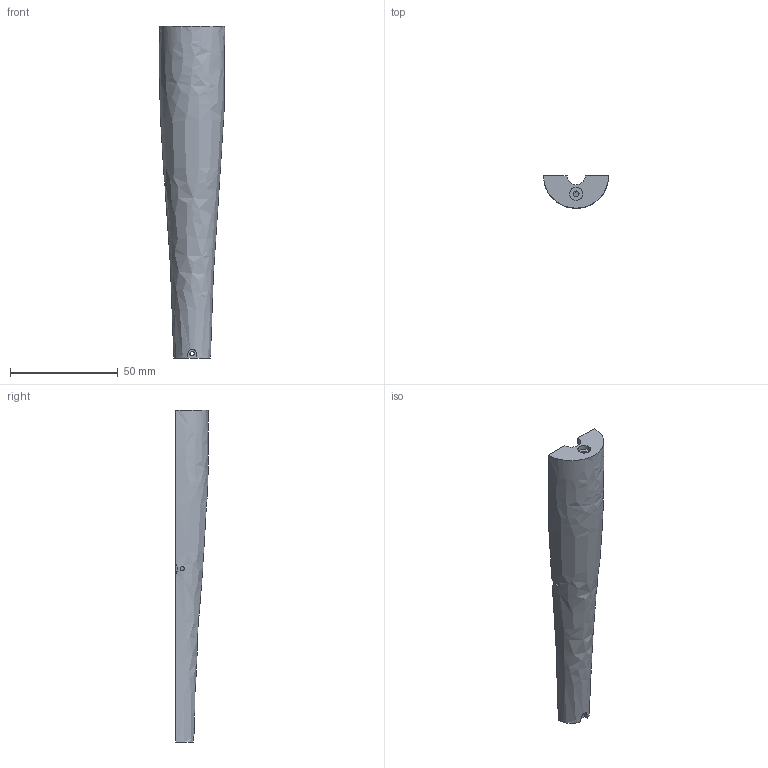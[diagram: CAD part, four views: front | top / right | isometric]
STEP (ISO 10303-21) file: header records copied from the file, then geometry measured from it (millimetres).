
FILE_DESCRIPTION(/* description */ (''),/* implementation_level */ '2;1');
FILE_NAME(/* name */ 'ForkBody_Base.step',/* time_stamp */ '2024-04-13T15:39:53+09:00',/* author */ (''),/* organization */ (''),/* preprocessor_version */ 'ST-DEVELOPER v20',/* originating_system */ 'Autodesk Translation Framework v12.20.1.177',/* authorisation */ '');
FILE_SCHEMA (('AUTOMOTIVE_DESIGN { 1 0 10303 214 3 1 1 }'));
Length unit declared in the file: millimetre
Products named in the file (1): ForkBody_Base
Bounding box: 30.3 x 15.21 x 154.01 mm (x, y, z)
Volume: 9868.1 mm3; surface area: 12520 mm2
Topology: 1 solids, 1 shells, 47 faces, 133 edges, 91 vertices
Faces by surface type: plane 33, cylinder 11, bspline 3
Full cylindrical faces by diameter (mm): 2 x2, 2.729 x1, 6 x1
Entity records: 2272 total; most frequent: CARTESIAN_POINT 1061, ORIENTED_EDGE 266, DIRECTION 204, EDGE_CURVE 133, VERTEX_POINT 91, LINE 78, VECTOR 78, AXIS2_PLACEMENT_3D 63
